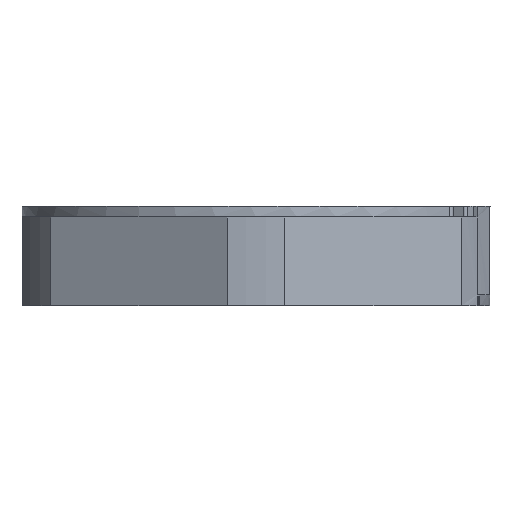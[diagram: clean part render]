
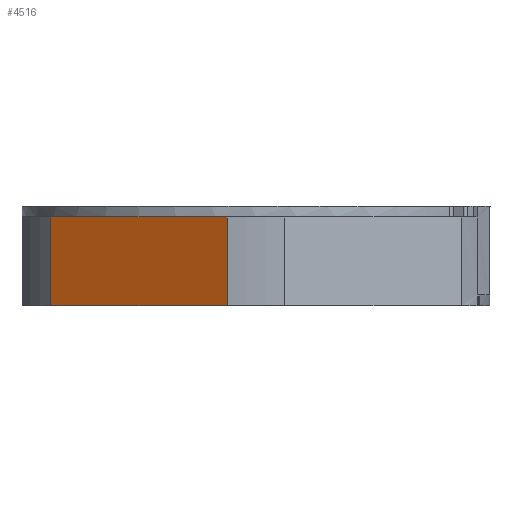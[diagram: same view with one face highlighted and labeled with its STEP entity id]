
A CAD part, front view. The second image highlights one B-rep face of the part: STEP entity #4516.
In plain terms, the highlighted planar face has unit normal (-0.5, -0.866, 0).
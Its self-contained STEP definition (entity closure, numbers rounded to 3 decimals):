
#4502=AXIS2_PLACEMENT_3D('Plane Axis2P3D',#4499,#4500,#4501) ;
#932=CARTESIAN_POINT('Vertex',(8.25,3.711,6.25)) ;
#2214=CARTESIAN_POINT('Vertex',(2.02,7.307,6.25)) ;
#2217=CARTESIAN_POINT('Line Origine',(5.135,5.509,6.25)) ;
#2234=CARTESIAN_POINT('Line Origine',(11.365,1.912,6.25)) ;
#2238=CARTESIAN_POINT('Vertex',(14.48,0.114,6.25)) ;
#4072=CARTESIAN_POINT('Vertex',(14.48,0.114,0.)) ;
#4075=CARTESIAN_POINT('Line Origine',(8.25,3.711,0.)) ;
#4079=CARTESIAN_POINT('Vertex',(2.02,7.307,0.)) ;
#4487=CARTESIAN_POINT('Line Origine',(2.02,7.307,0.)) ;
#4499=CARTESIAN_POINT('Axis2P3D Location',(14.48,0.114,0.)) ;
#4504=CARTESIAN_POINT('Line Origine',(14.48,0.114,3.125)) ;
#2218=DIRECTION('Vector Direction',(-0.866,0.5,0.)) ;
#2235=DIRECTION('Vector Direction',(-0.866,0.5,0.)) ;
#4076=DIRECTION('Vector Direction',(-0.866,0.5,0.)) ;
#4488=DIRECTION('Vector Direction',(0.,0.,1.)) ;
#4500=DIRECTION('Axis2P3D Direction',(0.5,0.866,0.)) ;
#4501=DIRECTION('Axis2P3D XDirection',(-0.866,0.5,0.)) ;
#4505=DIRECTION('Vector Direction',(0.,0.,-1.)) ;
#2219=VECTOR('Line Direction',#2218,1.) ;
#2236=VECTOR('Line Direction',#2235,1.) ;
#4077=VECTOR('Line Direction',#4076,1.) ;
#4489=VECTOR('Line Direction',#4488,1.) ;
#4506=VECTOR('Line Direction',#4505,1.) ;
#4510=ORIENTED_EDGE('',*,*,#2221,.T.) ;
#4511=ORIENTED_EDGE('',*,*,#4491,.F.) ;
#4512=ORIENTED_EDGE('',*,*,#4081,.F.) ;
#4513=ORIENTED_EDGE('',*,*,#4508,.F.) ;
#4514=ORIENTED_EDGE('',*,*,#2240,.T.) ;
#4516=ADVANCED_FACE('Importiert1',(#4515),#4503,.F.) ;
#2221=EDGE_CURVE('',#933,#2215,#2220,.T.) ;
#2240=EDGE_CURVE('',#2239,#933,#2237,.T.) ;
#4081=EDGE_CURVE('',#4073,#4080,#4078,.T.) ;
#4491=EDGE_CURVE('',#4080,#2215,#4490,.T.) ;
#4508=EDGE_CURVE('',#2239,#4073,#4507,.T.) ;
#4509=EDGE_LOOP('',(#4510,#4511,#4512,#4513,#4514)) ;
#4515=FACE_OUTER_BOUND('',#4509,.T.) ;
#2220=LINE('Line',#2217,#2219) ;
#2237=LINE('Line',#2234,#2236) ;
#4078=LINE('Line',#4075,#4077) ;
#4490=LINE('Line',#4487,#4489) ;
#4507=LINE('Line',#4504,#4506) ;
#4503=PLANE('',#4502) ;
#933=VERTEX_POINT('',#932) ;
#2215=VERTEX_POINT('',#2214) ;
#2239=VERTEX_POINT('',#2238) ;
#4073=VERTEX_POINT('',#4072) ;
#4080=VERTEX_POINT('',#4079) ;
